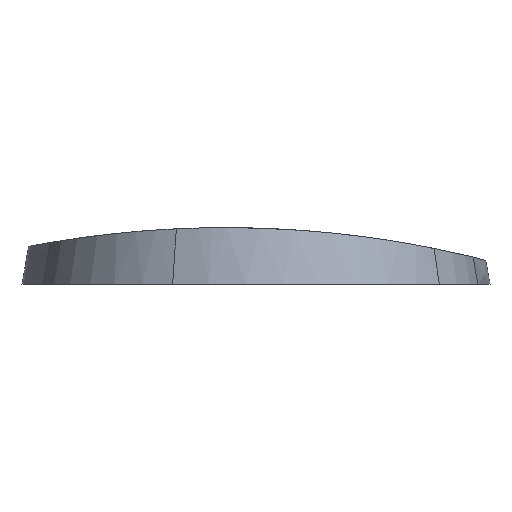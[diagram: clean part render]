
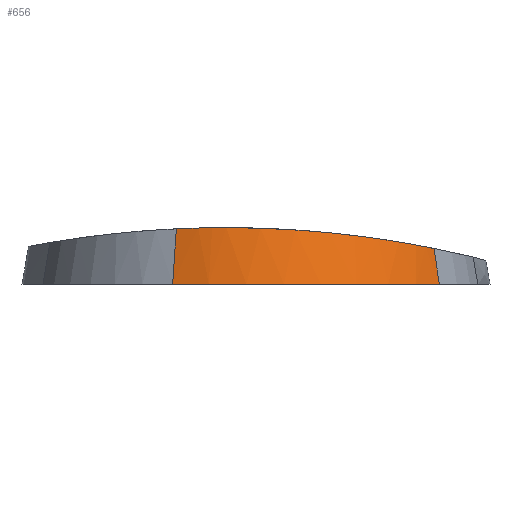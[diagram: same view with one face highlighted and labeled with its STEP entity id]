
A CAD part, left-side view. The second image highlights one B-rep face of the part: STEP entity #656.
In plain terms, the highlighted conical face has half-angle 10 degrees and reference radius 12.5 mm.
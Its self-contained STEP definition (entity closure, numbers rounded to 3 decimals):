
#20=CONICAL_SURFACE('',#719,12.5,0.175);
#31=CIRCLE('',#720,12.5);
#76=FACE_OUTER_BOUND('',#113,.T.);
#113=EDGE_LOOP('',(#487,#488,#489,#490,#491));
#155=LINE('',#1159,#207);
#156=LINE('',#1163,#208);
#207=VECTOR('',#782,10.);
#208=VECTOR('',#787,10.);
#264=B_SPLINE_CURVE_WITH_KNOTS('',3,(#1023,#1024,#1025,#1026),
 .UNSPECIFIED.,.F.,.F.,(4,4),(5.003,5.284),
 .UNSPECIFIED.);
#265=B_SPLINE_CURVE_WITH_KNOTS('',3,(#1028,#1029,#1030,#1031,#1032,#1033,
#1034,#1035,#1036,#1037),.UNSPECIFIED.,.F.,.F.,(4,2,2,2,4),(5.284,
5.452,5.908,6.364,6.612),
 .UNSPECIFIED.);
#296=VERTEX_POINT('',#1011);
#297=VERTEX_POINT('',#1022);
#298=VERTEX_POINT('',#1027);
#305=VERTEX_POINT('',#1158);
#306=VERTEX_POINT('',#1162);
#365=EDGE_CURVE('',#296,#297,#264,.T.);
#366=EDGE_CURVE('',#297,#298,#265,.T.);
#377=EDGE_CURVE('',#298,#305,#155,.T.);
#379=EDGE_CURVE('',#296,#306,#156,.T.);
#380=EDGE_CURVE('',#306,#305,#31,.T.);
#487=ORIENTED_EDGE('',*,*,#366,.F.);
#488=ORIENTED_EDGE('',*,*,#365,.F.);
#489=ORIENTED_EDGE('',*,*,#379,.T.);
#490=ORIENTED_EDGE('',*,*,#380,.T.);
#491=ORIENTED_EDGE('',*,*,#377,.F.);
#656=ADVANCED_FACE('',(#76),#20,.T.);
#719=AXIS2_PLACEMENT_3D('',#1161,#785,#786);
#720=AXIS2_PLACEMENT_3D('',#1164,#788,#789);
#782=DIRECTION('',(-0.094,-0.146,-0.985));
#785=DIRECTION('center_axis',(0.,0.,-1.));
#786=DIRECTION('ref_axis',(-0.924,0.382,0.));
#787=DIRECTION('',(-0.16,0.066,-0.985));
#788=DIRECTION('center_axis',(0.,0.,1.));
#789=DIRECTION('ref_axis',(-0.924,0.382,0.));
#1011=CARTESIAN_POINT('',(1.467,-8.928,4.932));
#1022=CARTESIAN_POINT('',(0.696,-11.785,5.));
#1023=CARTESIAN_POINT('Ctrl Pts',(1.467,-8.928,4.932));
#1024=CARTESIAN_POINT('Ctrl Pts',(1.094,-9.851,4.976));
#1025=CARTESIAN_POINT('Ctrl Pts',(0.835,-10.821,5.));
#1026=CARTESIAN_POINT('Ctrl Pts',(0.696,-11.785,5.));
#1027=CARTESIAN_POINT('',(5.927,-23.695,3.806));
#1028=CARTESIAN_POINT('Ctrl Pts',(0.696,-11.785,5.));
#1029=CARTESIAN_POINT('Ctrl Pts',(0.613,-12.36,5.));
#1030=CARTESIAN_POINT('Ctrl Pts',(0.572,-12.933,4.992));
#1031=CARTESIAN_POINT('Ctrl Pts',(0.561,-15.011,4.933));
#1032=CARTESIAN_POINT('Ctrl Pts',(0.85,-16.632,4.823));
#1033=CARTESIAN_POINT('Ctrl Pts',(2.042,-19.619,4.505));
#1034=CARTESIAN_POINT('Ctrl Pts',(2.944,-20.986,4.301));
#1035=CARTESIAN_POINT('Ctrl Pts',(4.561,-22.662,4.009));
#1036=CARTESIAN_POINT('Ctrl Pts',(5.213,-23.214,3.903));
#1037=CARTESIAN_POINT('Ctrl Pts',(5.927,-23.695,3.806));
#1158=CARTESIAN_POINT('',(5.731,-24.,1.75));
#1159=CARTESIAN_POINT('',(6.041,-23.518,5.));
#1161=CARTESIAN_POINT('Origin',(12.5,-13.491,1.75));
#1162=CARTESIAN_POINT('',(0.949,-8.714,1.75));
#1163=CARTESIAN_POINT('',(1.479,-8.933,5.));
#1164=CARTESIAN_POINT('Origin',(12.5,-13.491,1.75));
